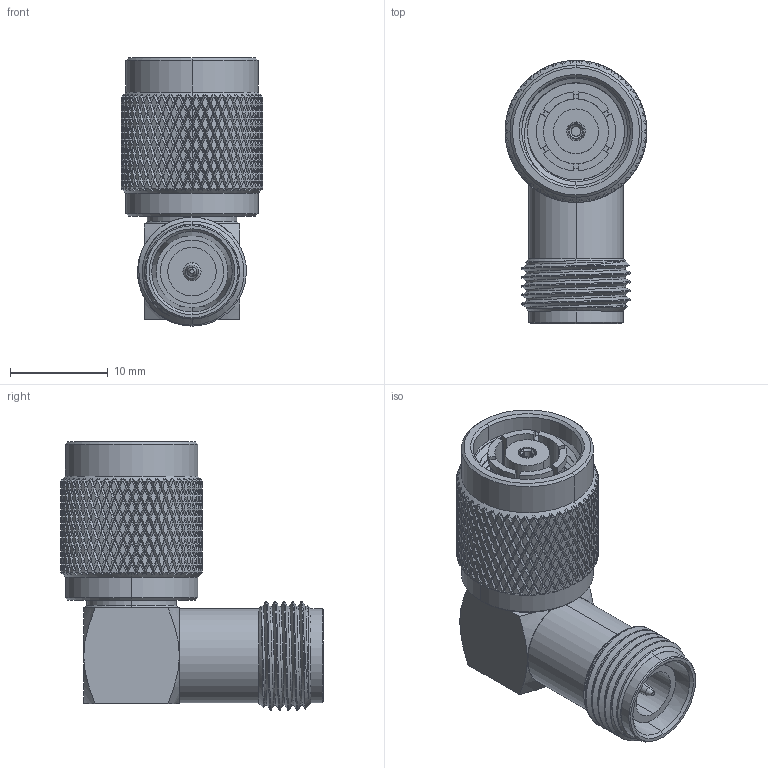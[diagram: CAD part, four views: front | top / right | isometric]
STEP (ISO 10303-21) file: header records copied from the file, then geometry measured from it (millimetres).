
FILE_DESCRIPTION (( 'STEP AP203' ), '1' );
FILE_NAME ('PE9918.step', '2019-05-22T21:11:43', ( '' ), ( '' ), 'SwSTEP 2.0', 'SolidWorks 2018', '' );
FILE_SCHEMA (( 'CONFIG_CONTROL_DESIGN' ));
Products named in the file (1): PE9918
Bounding box: 14.5 x 26.86 x 27.42 mm (x, y, z)
Volume: 3763.2 mm3; surface area: 3676.2 mm2
Topology: 1 solids, 3 shells, 2709 faces, 5762 edges, 3073 vertices
Faces by surface type: bspline 2006, cylinder 583, plane 63, cone 57
Entity records: 104819 total; most frequent: CARTESIAN_POINT 69343, ORIENTED_EDGE 11524, EDGE_CURVE 5762, VERTEX_POINT 3073, EDGE_LOOP 2725, FACE_OUTER_BOUND 2709, ADVANCED_FACE 2709, B_SPLINE_CURVE_WITH_KNOTS 2313
